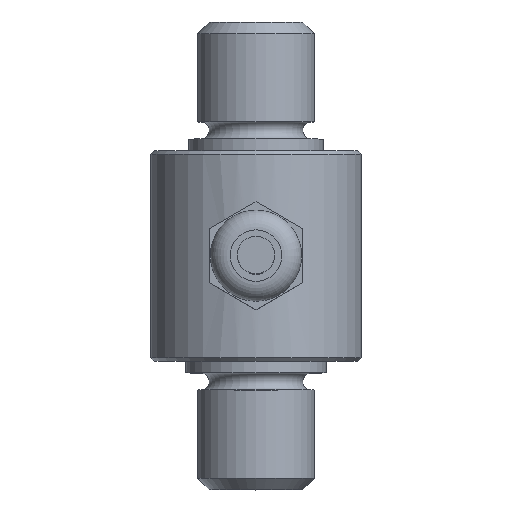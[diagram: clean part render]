
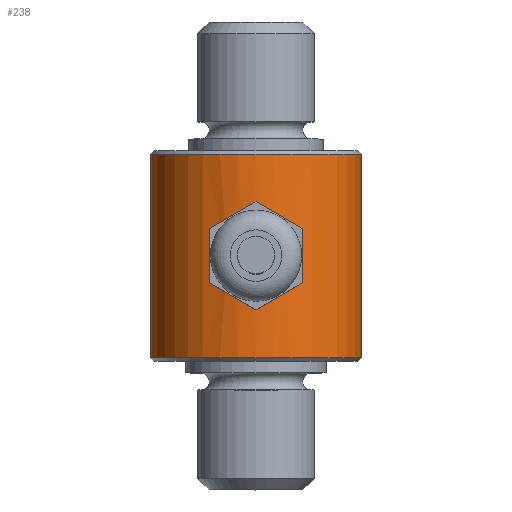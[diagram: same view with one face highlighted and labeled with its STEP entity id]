
A CAD part, top view. The second image highlights one B-rep face of the part: STEP entity #238.
In plain terms, the highlighted cylindrical face has radius 9 mm (diameter 18 mm), a full revolution.
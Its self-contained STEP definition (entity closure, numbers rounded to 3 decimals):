
#238 = ADVANCED_FACE( '', ( #441, #442, #443 ), #444, .T. );
#441 = FACE_OUTER_BOUND( '', #640, .T. );
#442 = FACE_OUTER_BOUND( '', #641, .T. );
#443 = FACE_BOUND( '', #642, .T. );
#444 = CYLINDRICAL_SURFACE( '', #643, 9. );
#640 = EDGE_LOOP( '', ( #937 ) );
#641 = EDGE_LOOP( '', ( #938 ) );
#642 = EDGE_LOOP( '', ( #939 ) );
#643 = AXIS2_PLACEMENT_3D( '', #940, #941, #942 );
#937 = ORIENTED_EDGE( '', *, *, #1118, .T. );
#938 = ORIENTED_EDGE( '', *, *, #1058, .T. );
#939 = ORIENTED_EDGE( '', *, *, #1088, .T. );
#940 = CARTESIAN_POINT( '', ( 0., -60., 0. ) );
#941 = DIRECTION( '', ( 0., 1., 0. ) );
#942 = DIRECTION( '', ( 0., 0., -1. ) );
#1058 = EDGE_CURVE( '', #1180, #1180, #1181, .T. );
#1088 = EDGE_CURVE( '', #1231, #1231, #1232, .T. );
#1118 = EDGE_CURVE( '', #1277, #1277, #1278, .T. );
#1180 = VERTEX_POINT( '', #1357 );
#1181 = CIRCLE( '', #1358, 9. );
#1231 = VERTEX_POINT( '', #1481 );
#1232 = B_SPLINE_CURVE_WITH_KNOTS( '', 3, ( #1482, #1483, #1484, #1485, #1486, #1487, #1488, #1489, #1490, #1491, #1492, #1493, #1494, #1495, #1496, #1497, #1498, #1499, #1500, #1501, #1502, #1503, #1504, #1505, #1506, #1507, #1508, #1509, #1510, #1511, #1512, #1513, #1514, #1515, #1516, #1517, #1518, #1519, #1520, #1521, #1522, #1523, #1524, #1525, #1526, #1527, #1528, #1529, #1530, #1531, #1532, #1533, #1534, #1535, #1536, #1537, #1538, #1539 ), .UNSPECIFIED., .T., .F., ( 2, 2, 2, 2, 2, 2, 2, 2, 2, 2, 2, 2, 2, 2, 2, 2, 2, 2, 2, 2, 2, 2, 2, 2, 2, 2, 2, 2, 2, 2, 2 ), ( 0., 0., 0., 0.001, 0.001, 0.002, 0.003, 0.003, 0.004, 0.004, 0.005, 0.006, 0.006, 0.007, 0.007, 0.008, 0.009, 0.009, 0.01, 0.01, 0.011, 0.011, 0.012, 0.012, 0.013, 0.014, 0.014, 0.014, 0.015, 0.015, 0.016 ), .UNSPECIFIED. );
#1277 = VERTEX_POINT( '', #1599 );
#1278 = CIRCLE( '', #1600, 9. );
#1357 = CARTESIAN_POINT( '', ( 0., 8.7, -9. ) );
#1358 = AXIS2_PLACEMENT_3D( '', #1688, #1689, #1690 );
#1481 = CARTESIAN_POINT( '', ( 2.459, 0., 8.658 ) );
#1482 = CARTESIAN_POINT( '', ( 2.459, 0.163, 8.658 ) );
#1483 = CARTESIAN_POINT( '', ( 2.459, -0.163, 8.658 ) );
#1484 = CARTESIAN_POINT( '', ( 2.442, -0.324, 8.662 ) );
#1485 = CARTESIAN_POINT( '', ( 2.379, -0.639, 8.68 ) );
#1486 = CARTESIAN_POINT( '', ( 2.332, -0.795, 8.693 ) );
#1487 = CARTESIAN_POINT( '', ( 2.208, -1.093, 8.725 ) );
#1488 = CARTESIAN_POINT( '', ( 2.133, -1.234, 8.744 ) );
#1489 = CARTESIAN_POINT( '', ( 1.954, -1.5, 8.786 ) );
#1490 = CARTESIAN_POINT( '', ( 1.851, -1.626, 8.808 ) );
#1491 = CARTESIAN_POINT( '', ( 1.513, -1.964, 8.875 ) );
#1492 = CARTESIAN_POINT( '', ( 1.24, -2.147, 8.919 ) );
#1493 = CARTESIAN_POINT( '', ( 0.796, -2.331, 8.966 ) );
#1494 = CARTESIAN_POINT( '', ( 0.641, -2.379, 8.979 ) );
#1495 = CARTESIAN_POINT( '', ( 0.323, -2.443, 8.996 ) );
#1496 = CARTESIAN_POINT( '', ( 0.163, -2.458, 9. ) );
#1497 = CARTESIAN_POINT( '', ( -0.16, -2.459, 9. ) );
#1498 = CARTESIAN_POINT( '', ( -0.323, -2.442, 8.996 ) );
#1499 = CARTESIAN_POINT( '', ( -0.639, -2.379, 8.979 ) );
#1500 = CARTESIAN_POINT( '', ( -0.793, -2.333, 8.966 ) );
#1501 = CARTESIAN_POINT( '', ( -1.241, -2.147, 8.919 ) );
#1502 = CARTESIAN_POINT( '', ( -1.511, -1.966, 8.875 ) );
#1503 = CARTESIAN_POINT( '', ( -1.852, -1.625, 8.808 ) );
#1504 = CARTESIAN_POINT( '', ( -1.953, -1.501, 8.786 ) );
#1505 = CARTESIAN_POINT( '', ( -2.131, -1.236, 8.744 ) );
#1506 = CARTESIAN_POINT( '', ( -2.209, -1.092, 8.725 ) );
#1507 = CARTESIAN_POINT( '', ( -2.332, -0.795, 8.693 ) );
#1508 = CARTESIAN_POINT( '', ( -2.379, -0.642, 8.68 ) );
#1509 = CARTESIAN_POINT( '', ( -2.442, -0.325, 8.662 ) );
#1510 = CARTESIAN_POINT( '', ( -2.458, -0.162, 8.658 ) );
#1511 = CARTESIAN_POINT( '', ( -2.459, 0.321, 8.658 ) );
#1512 = CARTESIAN_POINT( '', ( -2.394, 0.646, 8.677 ) );
#1513 = CARTESIAN_POINT( '', ( -2.209, 1.09, 8.725 ) );
#1514 = CARTESIAN_POINT( '', ( -2.132, 1.234, 8.744 ) );
#1515 = CARTESIAN_POINT( '', ( -1.954, 1.5, 8.786 ) );
#1516 = CARTESIAN_POINT( '', ( -1.853, 1.624, 8.808 ) );
#1517 = CARTESIAN_POINT( '', ( -1.626, 1.851, 8.853 ) );
#1518 = CARTESIAN_POINT( '', ( -1.501, 1.954, 8.875 ) );
#1519 = CARTESIAN_POINT( '', ( -1.236, 2.131, 8.916 ) );
#1520 = CARTESIAN_POINT( '', ( -1.095, 2.207, 8.934 ) );
#1521 = CARTESIAN_POINT( '', ( -0.795, 2.332, 8.966 ) );
#1522 = CARTESIAN_POINT( '', ( -0.641, 2.379, 8.979 ) );
#1523 = CARTESIAN_POINT( '', ( -0.326, 2.442, 8.995 ) );
#1524 = CARTESIAN_POINT( '', ( -0.163, 2.458, 9. ) );
#1525 = CARTESIAN_POINT( '', ( 0.161, 2.459, 9. ) );
#1526 = CARTESIAN_POINT( '', ( 0.321, 2.443, 8.996 ) );
#1527 = CARTESIAN_POINT( '', ( 0.637, 2.38, 8.979 ) );
#1528 = CARTESIAN_POINT( '', ( 0.794, 2.332, 8.966 ) );
#1529 = CARTESIAN_POINT( '', ( 1.239, 2.148, 8.919 ) );
#1530 = CARTESIAN_POINT( '', ( 1.512, 1.965, 8.875 ) );
#1531 = CARTESIAN_POINT( '', ( 1.85, 1.627, 8.808 ) );
#1532 = CARTESIAN_POINT( '', ( 1.953, 1.502, 8.786 ) );
#1533 = CARTESIAN_POINT( '', ( 2.132, 1.234, 8.744 ) );
#1534 = CARTESIAN_POINT( '', ( 2.208, 1.094, 8.725 ) );
#1535 = CARTESIAN_POINT( '', ( 2.331, 0.797, 8.693 ) );
#1536 = CARTESIAN_POINT( '', ( 2.379, 0.641, 8.68 ) );
#1537 = CARTESIAN_POINT( '', ( 2.442, 0.324, 8.662 ) );
#1538 = CARTESIAN_POINT( '', ( 2.459, 0.163, 8.658 ) );
#1539 = CARTESIAN_POINT( '', ( 2.459, -0.163, 8.658 ) );
#1599 = CARTESIAN_POINT( '', ( 0., -8.7, 9. ) );
#1600 = AXIS2_PLACEMENT_3D( '', #1754, #1755, #1756 );
#1688 = CARTESIAN_POINT( '', ( 0., 8.7, 0. ) );
#1689 = DIRECTION( '', ( 0., -1., 0. ) );
#1690 = DIRECTION( '', ( 0., 0., -1. ) );
#1754 = CARTESIAN_POINT( '', ( 0., -8.7, 0. ) );
#1755 = DIRECTION( '', ( 0., 1., 0. ) );
#1756 = DIRECTION( '', ( 0., 0., 1. ) );
